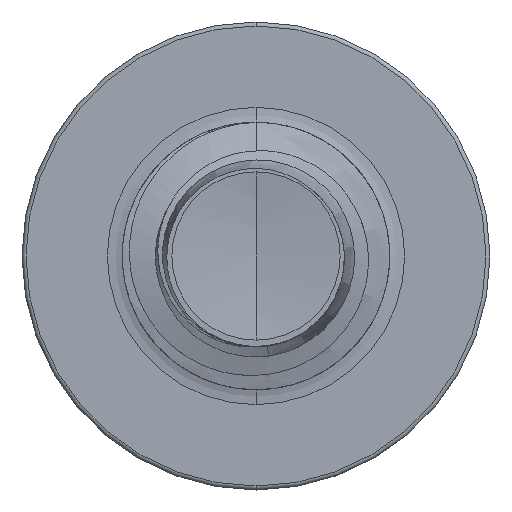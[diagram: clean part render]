
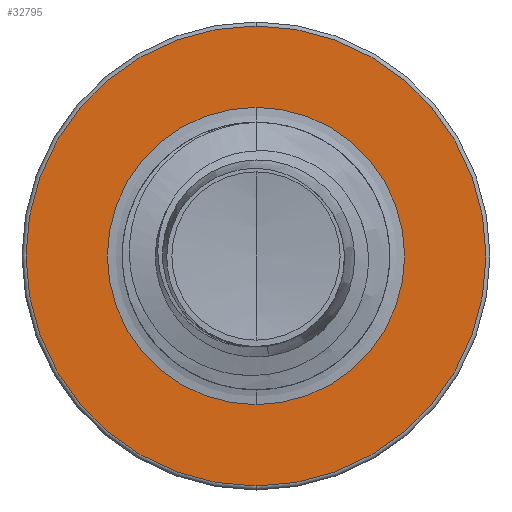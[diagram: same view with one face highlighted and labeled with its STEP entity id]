
A CAD part, front view. The second image highlights one B-rep face of the part: STEP entity #32795.
In plain terms, the highlighted planar face has unit normal (0, -1, 0).
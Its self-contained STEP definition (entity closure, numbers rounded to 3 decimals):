
#1540 = EDGE_CURVE ( 'NONE', #11846, #27544, #17395, .T. ) ;
#2916 = EDGE_LOOP ( 'NONE', ( #32159, #20287 ) ) ;
#4089 = CARTESIAN_POINT ( 'NONE',  ( 0., 8., 0. ) ) ;
#4843 = DIRECTION ( 'NONE',  ( 0., 1., 0. ) ) ;
#6775 = DIRECTION ( 'NONE',  ( 0., 0., 1. ) ) ;
#6890 = DIRECTION ( 'NONE',  ( 0., 0., 1. ) ) ;
#7047 = AXIS2_PLACEMENT_3D ( 'NONE', #4089, #22046, #6775 ) ;
#7203 = CARTESIAN_POINT ( 'NONE',  ( 0., 8., 0. ) ) ;
#7488 = CIRCLE ( 'NONE', #7047, 1.72 ) ;
#8537 = DIRECTION ( 'NONE',  ( 0., 1., 0. ) ) ;
#8959 = AXIS2_PLACEMENT_3D ( 'NONE', #7203, #24924, #9825 ) ;
#9169 = AXIS2_PLACEMENT_3D ( 'NONE', #23709, #8537, #26142 ) ;
#9825 = DIRECTION ( 'NONE',  ( 0., 0., 1. ) ) ;
#11343 = ORIENTED_EDGE ( 'NONE', *, *, #1540, .T. ) ;
#11846 = VERTEX_POINT ( 'NONE', #29511 ) ;
#12005 = CARTESIAN_POINT ( 'NONE',  ( 0., 8., 0. ) ) ;
#12122 = VERTEX_POINT ( 'NONE', #30112 ) ;
#12442 = DIRECTION ( 'NONE',  ( 0., 1., 0. ) ) ;
#12886 = EDGE_CURVE ( 'NONE', #27544, #11846, #30663, .T. ) ;
#14078 = CIRCLE ( 'NONE', #8959, 1.72 ) ;
#16370 = EDGE_CURVE ( 'NONE', #20518, #12122, #14078, .T. ) ;
#17395 = CIRCLE ( 'NONE', #26763, 1.112 ) ;
#20071 = EDGE_LOOP ( 'NONE', ( #11343, #26198 ) ) ;
#20264 = PLANE ( 'NONE',  #29893 ) ;
#20287 = ORIENTED_EDGE ( 'NONE', *, *, #31051, .F. ) ;
#20444 = CARTESIAN_POINT ( 'NONE',  ( 0., 8., 1.72 ) ) ;
#20518 = VERTEX_POINT ( 'NONE', #20444 ) ;
#20667 = FACE_BOUND ( 'NONE', #20071, .T. ) ;
#22046 = DIRECTION ( 'NONE',  ( 0., 1., 0. ) ) ;
#22620 = CARTESIAN_POINT ( 'NONE',  ( 0., 8., -1.112 ) ) ;
#22731 = DIRECTION ( 'NONE',  ( 0., 0., 1. ) ) ;
#23709 = CARTESIAN_POINT ( 'NONE',  ( 0., 8., 0. ) ) ;
#24924 = DIRECTION ( 'NONE',  ( 0., 1., 0. ) ) ;
#26142 = DIRECTION ( 'NONE',  ( 0., 0., 1. ) ) ;
#26198 = ORIENTED_EDGE ( 'NONE', *, *, #12886, .T. ) ;
#26763 = AXIS2_PLACEMENT_3D ( 'NONE', #12005, #12442, #6890 ) ;
#27544 = VERTEX_POINT ( 'NONE', #32718 ) ;
#29511 = CARTESIAN_POINT ( 'NONE',  ( 0., 8., 1.112 ) ) ;
#29893 = AXIS2_PLACEMENT_3D ( 'NONE', #22620, #4843, #22731 ) ;
#30112 = CARTESIAN_POINT ( 'NONE',  ( 0., 8., -1.72 ) ) ;
#30663 = CIRCLE ( 'NONE', #9169, 1.112 ) ;
#31051 = EDGE_CURVE ( 'NONE', #12122, #20518, #7488, .T. ) ;
#32159 = ORIENTED_EDGE ( 'NONE', *, *, #16370, .F. ) ;
#32718 = CARTESIAN_POINT ( 'NONE',  ( 0., 8., -1.112 ) ) ;
#32795 = ADVANCED_FACE ( 'NONE', ( #32816, #20667 ), #20264, .F. ) ;
#32816 = FACE_OUTER_BOUND ( 'NONE', #2916, .T. ) ;
